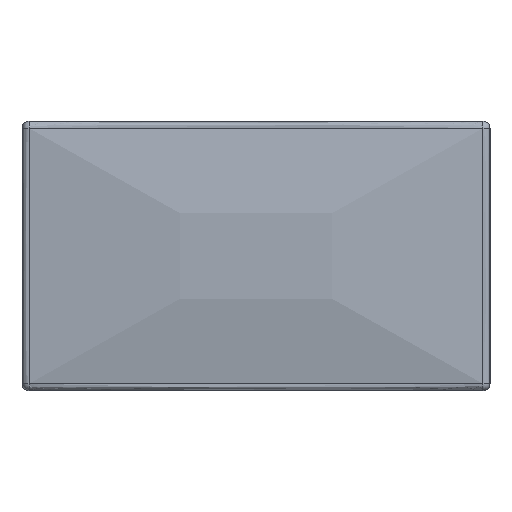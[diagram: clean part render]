
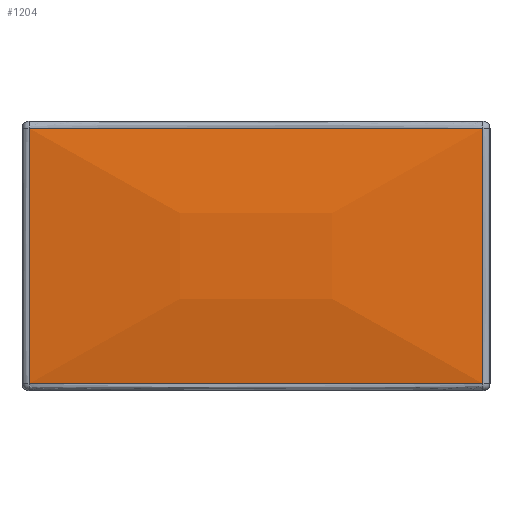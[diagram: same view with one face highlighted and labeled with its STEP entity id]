
A CAD part, left-side view. The second image highlights one B-rep face of the part: STEP entity #1204.
In plain terms, the highlighted free-form (B-spline) face has degree [3, 3] with [4, 4] control points.
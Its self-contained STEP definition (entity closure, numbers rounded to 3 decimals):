
#24 = CARTESIAN_POINT ( 'NONE',  ( -0.802, 0., -0.002 ) ) ;
#52 = CARTESIAN_POINT ( 'NONE',  ( -0.8, 0.4, 0. ) ) ;
#58 = CARTESIAN_POINT ( 'NONE',  ( -0.8, -0.4, 0.45 ) ) ;
#68 = VERTEX_POINT ( 'NONE', #1839 ) ;
#109 = ORIENTED_EDGE ( 'NONE', *, *, #2176, .T. ) ;
#206 = CARTESIAN_POINT ( 'NONE',  ( -0.801, -0.3, -0.001 ) ) ;
#214 = CARTESIAN_POINT ( 'NONE',  ( -0.8, -0.4, 0.438 ) ) ;
#236 = CARTESIAN_POINT ( 'NONE',  ( -0.8, -0.4, 0. ) ) ;
#249 = CARTESIAN_POINT ( 'NONE',  ( -0.801, -0.401, 0.183 ) ) ;
#263 = B_SPLINE_CURVE_WITH_KNOTS ( 'NONE', 3,
 ( #508, #302, #1195, #1687, #1885, #1772, #24, #866, #374, #1598, #206, #733, #352 ),
 .UNSPECIFIED., .F., .F.,
 ( 4, 3, 3, 3, 4 ),
 ( 0., 0., 0., 0.001, 0.001 ),
 .UNSPECIFIED. ) ;
#283 = CARTESIAN_POINT ( 'NONE',  ( -0.8, 0.413, -0.012 ) ) ;
#302 = CARTESIAN_POINT ( 'NONE',  ( -0.801, 0.35, -0.001 ) ) ;
#310 = CARTESIAN_POINT ( 'NONE',  ( -0.8, -0.412, 0.304 ) ) ;
#352 = CARTESIAN_POINT ( 'NONE',  ( -0.8, -0.4, 0. ) ) ;
#374 = CARTESIAN_POINT ( 'NONE',  ( -0.802, -0.167, -0.002 ) ) ;
#390 = CARTESIAN_POINT ( 'NONE',  ( -0.802, -0.083, 0.452 ) ) ;
#420 = CARTESIAN_POINT ( 'NONE',  ( -0.801, -0.401, 0.288 ) ) ;
#508 = CARTESIAN_POINT ( 'NONE',  ( -0.8, 0.4, 0. ) ) ;
#513 = CARTESIAN_POINT ( 'NONE',  ( -0.801, 0.401, 0.383 ) ) ;
#525 = CARTESIAN_POINT ( 'NONE',  ( -0.8, 0.4, 0.012 ) ) ;
#534 = CARTESIAN_POINT ( 'NONE',  ( -0.801, -0.3, 0.451 ) ) ;
#543 = EDGE_LOOP ( 'NONE', ( #1298, #2113, #109, #1449 ) ) ;
#586 = CARTESIAN_POINT ( 'NONE',  ( -0.801, -0.401, 0.142 ) ) ;
#597 = CARTESIAN_POINT ( 'NONE',  ( -0.802, 0., 0.452 ) ) ;
#617 = CARTESIAN_POINT ( 'NONE',  ( -0.8, 0.413, 0.304 ) ) ;
#651 = CARTESIAN_POINT ( 'NONE',  ( -0.8, 0.138, -0.012 ) ) ;
#672 = CARTESIAN_POINT ( 'NONE',  ( -0.8, 0.4, 0.45 ) ) ;
#680 = CARTESIAN_POINT ( 'NONE',  ( -0.801, 0.401, 0.1 ) ) ;
#723 = CARTESIAN_POINT ( 'NONE',  ( -0.801, 0.35, 0.451 ) ) ;
#726 = B_SPLINE_SURFACE_WITH_KNOTS ( 'NONE', 3, 3, ( 
 ( #283, #651, #1866, #1348 ),
 ( #1678, #1654, #998, #2174 ),
 ( #617, #983, #1313, #310 ),
 ( #2196, #971, #1149, #2040 ) ),
 .UNSPECIFIED., .F., .F., .F.,
 ( 4, 4 ),
 ( 4, 4 ),
 ( 0., 1. ),
 ( 0., 1. ),
 .UNSPECIFIED. ) ;
#733 = CARTESIAN_POINT ( 'NONE',  ( -0.801, -0.35, -0.001 ) ) ;
#770 = CARTESIAN_POINT ( 'NONE',  ( -0.801, -0.401, 0.35 ) ) ;
#851 = CARTESIAN_POINT ( 'NONE',  ( -0.801, 0.401, 0.225 ) ) ;
#866 = CARTESIAN_POINT ( 'NONE',  ( -0.802, -0.083, -0.002 ) ) ;
#943 = CARTESIAN_POINT ( 'NONE',  ( -0.801, -0.401, 0.412 ) ) ;
#971 = CARTESIAN_POINT ( 'NONE',  ( -0.8, 0.138, 0.462 ) ) ;
#983 = CARTESIAN_POINT ( 'NONE',  ( -0.844, 0.138, 0.304 ) ) ;
#998 = CARTESIAN_POINT ( 'NONE',  ( -0.844, -0.137, 0.146 ) ) ;
#1037 = CARTESIAN_POINT ( 'NONE',  ( -0.801, 0.401, 0.308 ) ) ;
#1068 = CARTESIAN_POINT ( 'NONE',  ( -0.801, 0.401, 0.417 ) ) ;
#1092 = CARTESIAN_POINT ( 'NONE',  ( -0.801, 0.25, 0.452 ) ) ;
#1110 = CARTESIAN_POINT ( 'NONE',  ( -0.801, 0.3, 0.451 ) ) ;
#1122 = CARTESIAN_POINT ( 'NONE',  ( -0.801, -0.401, 0.033 ) ) ;
#1149 = CARTESIAN_POINT ( 'NONE',  ( -0.8, -0.137, 0.462 ) ) ;
#1189 = FACE_OUTER_BOUND ( 'NONE', #543, .T. ) ;
#1195 = CARTESIAN_POINT ( 'NONE',  ( -0.801, 0.3, -0.001 ) ) ;
#1204 = ADVANCED_FACE ( 'NONE', ( #1189 ), #726, .F. ) ;
#1208 = VERTEX_POINT ( 'NONE', #1846 ) ;
#1222 = CARTESIAN_POINT ( 'NONE',  ( -0.8, 0.4, 0. ) ) ;
#1250 = CARTESIAN_POINT ( 'NONE',  ( -0.802, 0.083, 0.452 ) ) ;
#1298 = ORIENTED_EDGE ( 'NONE', *, *, #2121, .T. ) ;
#1313 = CARTESIAN_POINT ( 'NONE',  ( -0.844, -0.137, 0.304 ) ) ;
#1348 = CARTESIAN_POINT ( 'NONE',  ( -0.8, -0.412, -0.013 ) ) ;
#1369 = CARTESIAN_POINT ( 'NONE',  ( -0.801, 0.401, 0.35 ) ) ;
#1389 = CARTESIAN_POINT ( 'NONE',  ( -0.8, -0.4, 0.45 ) ) ;
#1449 = ORIENTED_EDGE ( 'NONE', *, *, #2147, .T. ) ;
#1462 = CARTESIAN_POINT ( 'NONE',  ( -0.802, -0.167, 0.452 ) ) ;
#1493 = EDGE_CURVE ( 'NONE', #1603, #68, #263, .T. ) ;
#1598 = CARTESIAN_POINT ( 'NONE',  ( -0.801, -0.25, -0.002 ) ) ;
#1603 = VERTEX_POINT ( 'NONE', #52 ) ;
#1615 = CARTESIAN_POINT ( 'NONE',  ( -0.801, -0.401, 0.225 ) ) ;
#1640 = B_SPLINE_CURVE_WITH_KNOTS ( 'NONE', 3,
 ( #1389, #2089, #534, #2153, #1462, #390, #597, #1250, #1984, #1092, #1110, #723, #1776 ),
 .UNSPECIFIED., .F., .F.,
 ( 4, 3, 3, 3, 4 ),
 ( 0., 0., 0., 0.001, 0.001 ),
 .UNSPECIFIED. ) ;
#1641 = CARTESIAN_POINT ( 'NONE',  ( -0.801, -0.401, 0.1 ) ) ;
#1654 = CARTESIAN_POINT ( 'NONE',  ( -0.844, 0.138, 0.146 ) ) ;
#1678 = CARTESIAN_POINT ( 'NONE',  ( -0.8, 0.413, 0.146 ) ) ;
#1687 = CARTESIAN_POINT ( 'NONE',  ( -0.801, 0.25, -0.002 ) ) ;
#1727 = B_SPLINE_CURVE_WITH_KNOTS ( 'NONE', 3,
 ( #236, #1122, #1809, #1641, #586, #249, #1615, #420, #770, #943, #1975, #214, #58 ),
 .UNSPECIFIED., .F., .F.,
 ( 4, 3, 3, 3, 4 ),
 ( 0., 0., 0., 0., 0. ),
 .UNSPECIFIED. ) ;
#1729 = CARTESIAN_POINT ( 'NONE',  ( -0.801, 0.401, 0.267 ) ) ;
#1772 = CARTESIAN_POINT ( 'NONE',  ( -0.802, 0.083, -0.002 ) ) ;
#1776 = CARTESIAN_POINT ( 'NONE',  ( -0.8, 0.4, 0.45 ) ) ;
#1809 = CARTESIAN_POINT ( 'NONE',  ( -0.801, -0.401, 0.067 ) ) ;
#1839 = CARTESIAN_POINT ( 'NONE',  ( -0.8, -0.4, 0. ) ) ;
#1840 = B_SPLINE_CURVE_WITH_KNOTS ( 'NONE', 3,
 ( #672, #1068, #513, #1369, #1037, #1729, #851, #2065, #680, #2241, #2076, #525, #1222 ),
 .UNSPECIFIED., .F., .F.,
 ( 4, 3, 3, 3, 4 ),
 ( 0., 0., 0., 0., 0. ),
 .UNSPECIFIED. ) ;
#1846 = CARTESIAN_POINT ( 'NONE',  ( -0.8, -0.4, 0.45 ) ) ;
#1866 = CARTESIAN_POINT ( 'NONE',  ( -0.8, -0.137, -0.012 ) ) ;
#1885 = CARTESIAN_POINT ( 'NONE',  ( -0.802, 0.167, -0.002 ) ) ;
#1975 = CARTESIAN_POINT ( 'NONE',  ( -0.8, -0.4, 0.425 ) ) ;
#1984 = CARTESIAN_POINT ( 'NONE',  ( -0.802, 0.167, 0.452 ) ) ;
#2040 = CARTESIAN_POINT ( 'NONE',  ( -0.8, -0.412, 0.462 ) ) ;
#2065 = CARTESIAN_POINT ( 'NONE',  ( -0.801, 0.401, 0.162 ) ) ;
#2076 = CARTESIAN_POINT ( 'NONE',  ( -0.8, 0.4, 0.025 ) ) ;
#2089 = CARTESIAN_POINT ( 'NONE',  ( -0.801, -0.35, 0.451 ) ) ;
#2113 = ORIENTED_EDGE ( 'NONE', *, *, #1493, .T. ) ;
#2118 = VERTEX_POINT ( 'NONE', #2230 ) ;
#2121 = EDGE_CURVE ( 'NONE', #2118, #1603, #1840, .T. ) ;
#2147 = EDGE_CURVE ( 'NONE', #1208, #2118, #1640, .T. ) ;
#2153 = CARTESIAN_POINT ( 'NONE',  ( -0.801, -0.25, 0.452 ) ) ;
#2174 = CARTESIAN_POINT ( 'NONE',  ( -0.8, -0.412, 0.146 ) ) ;
#2176 = EDGE_CURVE ( 'NONE', #68, #1208, #1727, .T. ) ;
#2196 = CARTESIAN_POINT ( 'NONE',  ( -0.8, 0.413, 0.462 ) ) ;
#2230 = CARTESIAN_POINT ( 'NONE',  ( -0.8, 0.4, 0.45 ) ) ;
#2241 = CARTESIAN_POINT ( 'NONE',  ( -0.801, 0.401, 0.038 ) ) ;
